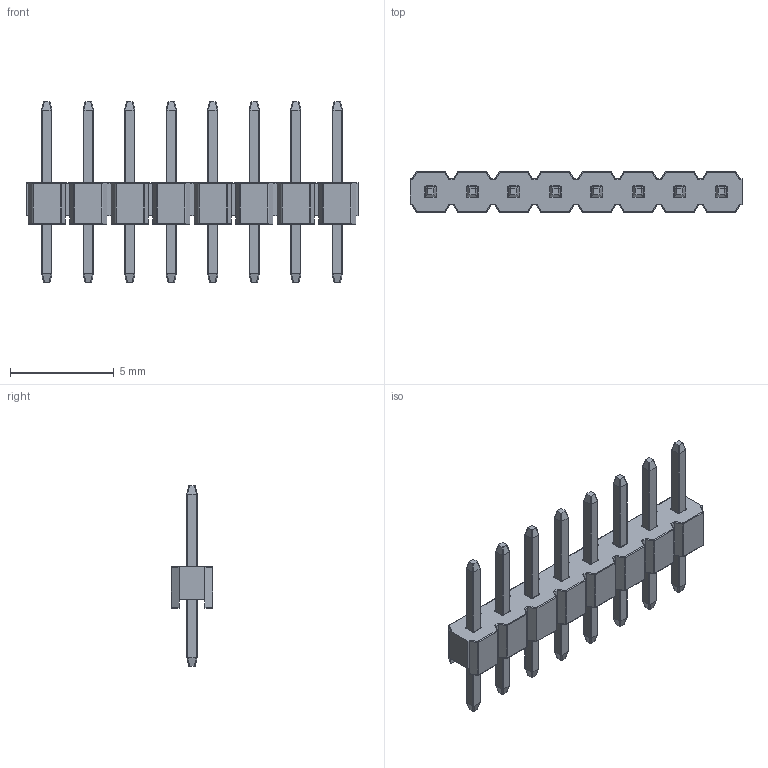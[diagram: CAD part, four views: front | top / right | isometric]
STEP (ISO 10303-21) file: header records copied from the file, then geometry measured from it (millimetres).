
FILE_DESCRIPTION(/* description */ (''),/* implementation_level */ '2;1');
FILE_NAME(/* name */ 'Adam Tech 2PH1-08-UA.step',/* time_stamp */ '2022-06-29T17:47:14+01:00',/* author */ (''),/* organization */ (''),/* preprocessor_version */ 'ST-DEVELOPER v19',/* originating_system */ 'Autodesk Translation Framework v11.7.0.108',/* authorisation */ '');
FILE_SCHEMA (('AUTOMOTIVE_DESIGN { 1 0 10303 214 3 1 1 }'));
Length unit declared in the file: millimetre
Products named in the file (1): Adam Tech 2PH1-08-UA
Bounding box: 16 x 2 x 8.7 mm (x, y, z)
Volume: 64.5 mm3; surface area: 256.4 mm2
Topology: 1 solids, 1 shells, 712 faces, 1762 edges, 1004 vertices
Faces by surface type: cylinder 338, plane 246, torus 64, sphere 64
Entity records: 21649 total; most frequent: CARTESIAN_POINT 4567, DIRECTION 3768, ORIENTED_EDGE 3396, EDGE_CURVE 1698, AXIS2_PLACEMENT_3D 1421, VERTEX_POINT 1004, LINE 926, VECTOR 926
